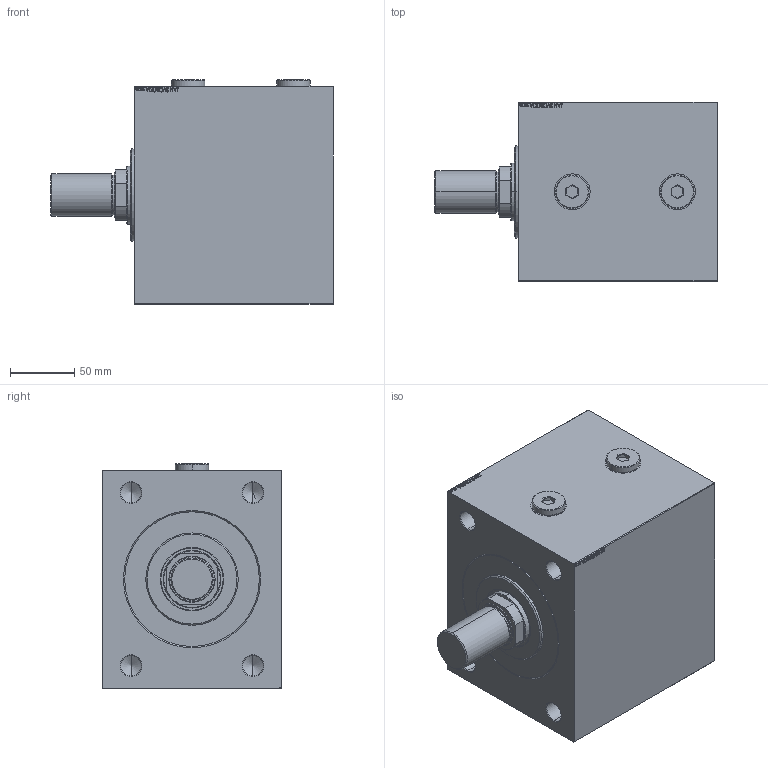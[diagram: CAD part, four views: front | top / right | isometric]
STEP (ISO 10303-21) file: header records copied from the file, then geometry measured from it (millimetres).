
FILE_DESCRIPTION (( 'STEP AP203' ), '1' );
FILE_NAME ('bd9c.STEP', '2024-02-11T08:04:12', ( '' ), ( '' ), 'SwSTEP 2.0', 'SolidWorks 2019', '' );
FILE_SCHEMA (( 'CONFIG_CONTROL_DESIGN' ));
Length unit declared in the file: millimetre
Products named in the file (6): bd9c; V450CM_MALE_METRIC 0406ff467c75fe862da7d006d1ba0e12; V450CM_B_Body 0406ff467c75fe862da7d006d1ba0e12; V450CM_B_VCP 0406ff467c75fe862da7d006d1ba0e12; V450CM_VC_B 0406ff467c75fe862da7d006d1ba0e12; Zatka_OIL_PORT 0406ff467c75fe862da7d006d1ba0e12
Assembly tree (6 placements, depth 2):
  bd9c
    V450CM_B_Body 0406ff467c75fe862da7d006d1ba0e12
    V450CM_B_VCP 0406ff467c75fe862da7d006d1ba0e12
    V450CM_VC_B 0406ff467c75fe862da7d006d1ba0e12
    V450CM_MALE_METRIC 0406ff467c75fe862da7d006d1ba0e12
    Zatka_OIL_PORT 0406ff467c75fe862da7d006d1ba0e12  x2
Bounding box: 220 x 140 x 174.9 mm (x, y, z)
Volume: 3346113.4 mm3; surface area: 285076.9 mm2
Topology: 6 solids, 6 shells, 952 faces, 2406 edges, 1569 vertices
Faces by surface type: plane 440, bspline 380, cylinder 76, cone 54, torus 2
Entity records: 46194 total; most frequent: CARTESIAN_POINT 25599, ORIENTED_EDGE 4696, DIRECTION 2880, EDGE_CURVE 2348, VERTEX_POINT 1545, VECTOR 1388, LINE 1388, EDGE_LOOP 1063
